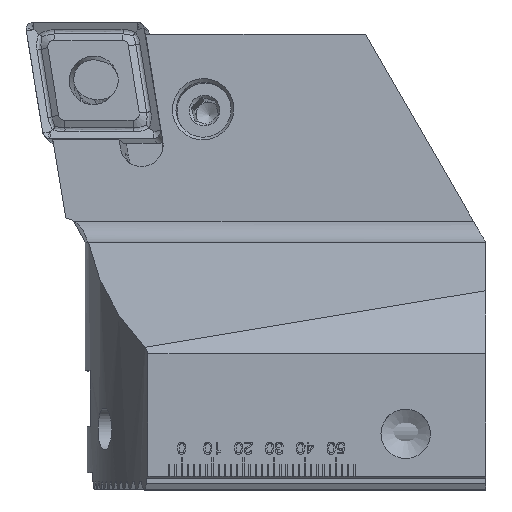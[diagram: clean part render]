
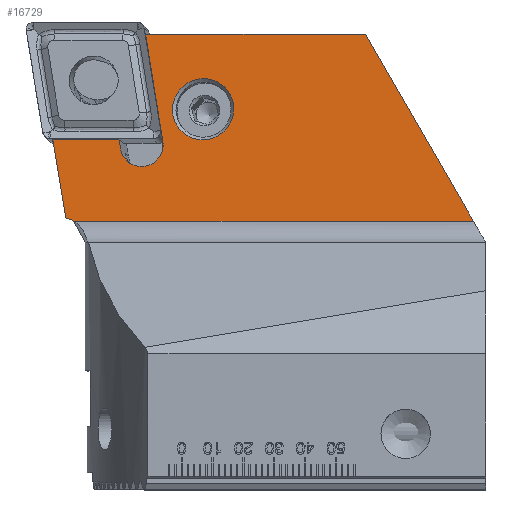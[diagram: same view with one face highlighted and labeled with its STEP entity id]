
A CAD part, top view. The second image highlights one B-rep face of the part: STEP entity #16729.
In plain terms, the highlighted planar face has unit normal (-0.121, 0.122, 0.985).
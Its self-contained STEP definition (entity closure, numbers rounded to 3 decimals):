
#898 = CARTESIAN_POINT ( 'NONE',  ( 54.992, -2., 6.492 ) ) ;
#1007 = CARTESIAN_POINT ( 'NONE',  ( 22.148, -19.37, 4.608 ) ) ;
#1455 = DIRECTION ( 'NONE',  ( 0.493, -0.854, 0.166 ) ) ;
#1769 = ORIENTED_EDGE ( 'NONE', *, *, #18179, .F. ) ;
#2264 = LINE ( 'NONE', #24615, #27395 ) ;
#2367 = EDGE_CURVE ( 'NONE', #4781, #5380, #28421, .T. ) ;
#2625 = VERTEX_POINT ( 'NONE', #24429 ) ;
#2765 = CARTESIAN_POINT ( 'NONE',  ( 6.448, -31.788, 4.217 ) ) ;
#3056 = VERTEX_POINT ( 'NONE', #4093 ) ;
#3106 = DIRECTION ( 'NONE',  ( -0.993, 0., -0.122 ) ) ;
#3306 = CARTESIAN_POINT ( 'NONE',  ( -10.032, -2., -1.492 ) ) ;
#3523 = FACE_OUTER_BOUND ( 'NONE', #3591, .T. ) ;
#3560 = EDGE_CURVE ( 'NONE', #4781, #26916, #2264, .T. ) ;
#3591 = EDGE_LOOP ( 'NONE', ( #28730, #16663, #14658, #6969, #19959, #19548, #12333, #1769, #16408 ) ) ;
#4093 = CARTESIAN_POINT ( 'NONE',  ( 28.676, -19.108, 5.377 ) ) ;
#4770 = EDGE_CURVE ( 'NONE', #7692, #25673, #17525, .T. ) ;
#4781 = VERTEX_POINT ( 'NONE', #898 ) ;
#4962 = EDGE_CURVE ( 'NONE', #25673, #12206, #21874, .T. ) ;
#5028 = VECTOR ( 'NONE', #27444, 1000. ) ;
#5380 = VERTEX_POINT ( 'NONE', #12741 ) ;
#5822 = CARTESIAN_POINT ( 'NONE',  ( 7.708, -32.275, 4.432 ) ) ;
#5837 = VECTOR ( 'NONE', #10015, 1000. ) ;
#6780 = CARTESIAN_POINT ( 'NONE',  ( 77.705, 1.08, 8.9 ) ) ;
#6969 = ORIENTED_EDGE ( 'NONE', *, *, #2367, .T. ) ;
#7020 = VECTOR ( 'NONE', #3106, 1000. ) ;
#7692 = VERTEX_POINT ( 'NONE', #11760 ) ;
#10015 = DIRECTION ( 'NONE',  ( 0.158, -0.977, 0.14 ) ) ;
#10658 = LINE ( 'NONE', #14153, #25217 ) ;
#10932 = CARTESIAN_POINT ( 'NONE',  ( 15.287, -20.576, 3.915 ) ) ;
#11549 = EDGE_CURVE ( 'NONE', #26916, #2625, #22884, .T. ) ;
#11760 = CARTESIAN_POINT ( 'NONE',  ( 15.028, -18.969, 3.684 ) ) ;
#12195 = LINE ( 'NONE', #16864, #29215 ) ;
#12206 = VERTEX_POINT ( 'NONE', #1007 ) ;
#12333 = ORIENTED_EDGE ( 'NONE', *, *, #4770, .F. ) ;
#12741 = CARTESIAN_POINT ( 'NONE',  ( 19.345, -2., 2.115 ) ) ;
#12755 = EDGE_CURVE ( 'NONE', #24733, #16237, #21405, .T. ) ;
#13076 = B_SPLINE_CURVE_WITH_KNOTS ( 'NONE', 3,
 ( #5822, #17667, #29547, #15720 ),
 .UNSPECIFIED., .F., .F.,
 ( 4, 4 ),
 ( 0., 0.002 ),
 .UNSPECIFIED. ) ;
#13350 = CARTESIAN_POINT ( 'NONE',  ( 18.717, -19.973, 4.261 ) ) ;
#14153 = CARTESIAN_POINT ( 'NONE',  ( 20.472, -8.985, 3.118 ) ) ;
#14658 = ORIENTED_EDGE ( 'NONE', *, *, #3560, .F. ) ;
#15051 = CIRCLE ( 'NONE', #16936, 5. ) ;
#15384 = EDGE_LOOP ( 'NONE', ( #19937 ) ) ;
#15519 = DIRECTION ( 'NONE',  ( 0., -0.992, 0.123 ) ) ;
#15720 = CARTESIAN_POINT ( 'NONE',  ( 6.448, -31.788, 4.217 ) ) ;
#16140 = AXIS2_PLACEMENT_3D ( 'NONE', #13350, #29549, #15519 ) ;
#16237 = VERTEX_POINT ( 'NONE', #17934 ) ;
#16408 = ORIENTED_EDGE ( 'NONE', *, *, #12755, .F. ) ;
#16484 = CARTESIAN_POINT ( 'NONE',  ( 72.472, -32.275, 12.384 ) ) ;
#16663 = ORIENTED_EDGE ( 'NONE', *, *, #11549, .F. ) ;
#16729 = ADVANCED_FACE ( 'NONE', ( #3523, #27593 ), #18392, .T. ) ;
#16864 = CARTESIAN_POINT ( 'NONE',  ( 77.405, -18.969, 11.343 ) ) ;
#16936 = AXIS2_PLACEMENT_3D ( 'NONE', #24975, #29687, #29487 ) ;
#17525 = LINE ( 'NONE', #28583, #5837 ) ;
#17667 = CARTESIAN_POINT ( 'NONE',  ( 7.318, -32.045, 4.355 ) ) ;
#17934 = CARTESIAN_POINT ( 'NONE',  ( 4.289, -18.969, 2.366 ) ) ;
#18050 = CARTESIAN_POINT ( 'NONE',  ( 77.206, -32.275, 12.965 ) ) ;
#18179 = EDGE_CURVE ( 'NONE', #16237, #7692, #12195, .T. ) ;
#18392 = PLANE ( 'NONE',  #19563 ) ;
#19336 = CARTESIAN_POINT ( 'NONE',  ( 4.289, -18.969, 2.366 ) ) ;
#19548 = ORIENTED_EDGE ( 'NONE', *, *, #4962, .F. ) ;
#19563 = AXIS2_PLACEMENT_3D ( 'NONE', #6780, #20412, #23059 ) ;
#19937 = ORIENTED_EDGE ( 'NONE', *, *, #20946, .F. ) ;
#19959 = ORIENTED_EDGE ( 'NONE', *, *, #24686, .F. ) ;
#20412 = DIRECTION ( 'NONE',  ( -0.121, 0.122, 0.985 ) ) ;
#20872 = DIRECTION ( 'NONE',  ( -0.158, 0.977, -0.14 ) ) ;
#20946 = EDGE_CURVE ( 'NONE', #3056, #3056, #15051, .T. ) ;
#21215 = EDGE_CURVE ( 'NONE', #2625, #24733, #13076, .T. ) ;
#21405 = B_SPLINE_CURVE_WITH_KNOTS ( 'NONE', 3,
 ( #2765, #21762, #23912, #19336 ),
 .UNSPECIFIED., .F., .F.,
 ( 4, 4 ),
 ( 0., 0.013 ),
 .UNSPECIFIED. ) ;
#21762 = CARTESIAN_POINT ( 'NONE',  ( 5.719, -27.517, 3.599 ) ) ;
#21874 = CIRCLE ( 'NONE', #16140, 3.5 ) ;
#22884 = LINE ( 'NONE', #18050, #5028 ) ;
#23059 = DIRECTION ( 'NONE',  ( 0., -0.992, 0.123 ) ) ;
#23912 = CARTESIAN_POINT ( 'NONE',  ( 5., -23.244, 2.982 ) ) ;
#24429 = CARTESIAN_POINT ( 'NONE',  ( 7.708, -32.275, 4.432 ) ) ;
#24615 = CARTESIAN_POINT ( 'NONE',  ( 59.414, -9.658, 7.982 ) ) ;
#24686 = EDGE_CURVE ( 'NONE', #12206, #5380, #10658, .T. ) ;
#24733 = VERTEX_POINT ( 'NONE', #26031 ) ;
#24975 = CARTESIAN_POINT ( 'NONE',  ( 28.676, -14.146, 4.763 ) ) ;
#25217 = VECTOR ( 'NONE', #20872, 1000. ) ;
#25673 = VERTEX_POINT ( 'NONE', #10932 ) ;
#26031 = CARTESIAN_POINT ( 'NONE',  ( 6.448, -31.788, 4.217 ) ) ;
#26916 = VERTEX_POINT ( 'NONE', #16484 ) ;
#27395 = VECTOR ( 'NONE', #1455, 1000. ) ;
#27444 = DIRECTION ( 'NONE',  ( -0.993, 0., -0.122 ) ) ;
#27593 = FACE_BOUND ( 'NONE', #15384, .T. ) ;
#28421 = LINE ( 'NONE', #3306, #7020 ) ;
#28583 = CARTESIAN_POINT ( 'NONE',  ( 13.611, -10.191, 2.424 ) ) ;
#28730 = ORIENTED_EDGE ( 'NONE', *, *, #21215, .F. ) ;
#28754 = DIRECTION ( 'NONE',  ( 0.993, 0., 0.122 ) ) ;
#29215 = VECTOR ( 'NONE', #28754, 1000. ) ;
#29487 = DIRECTION ( 'NONE',  ( 0., -0.992, 0.123 ) ) ;
#29547 = CARTESIAN_POINT ( 'NONE',  ( 6.896, -31.88, 4.283 ) ) ;
#29549 = DIRECTION ( 'NONE',  ( -0.121, 0.122, 0.985 ) ) ;
#29687 = DIRECTION ( 'NONE',  ( -0.121, 0.122, 0.985 ) ) ;
